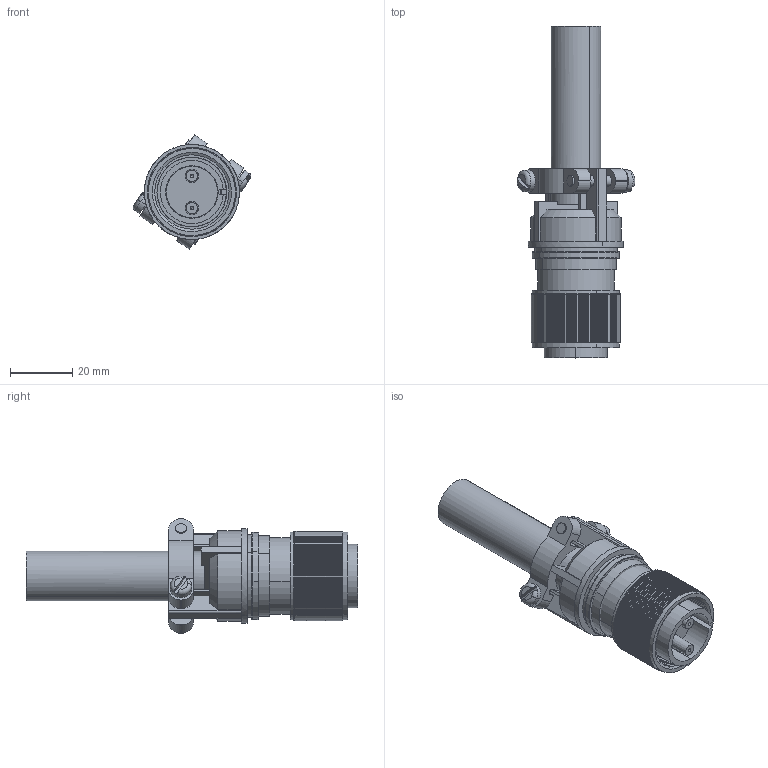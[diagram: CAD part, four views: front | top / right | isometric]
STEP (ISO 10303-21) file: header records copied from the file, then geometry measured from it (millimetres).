
FILE_DESCRIPTION (( 'STEP AP203' ), '1' );
FILE_NAME ('A4213-1-CN.STEP', '2013-11-19T14:17:18', ( '' ), ( '' ), 'SwSTEP 2.0', 'SolidWorks 2012', '' );
FILE_SCHEMA (( 'CONFIG_CONTROL_DESIGN' ));
Length unit declared in the file: inch
Products named in the file (6): A4213-1-CN; MID RING 2; A4219; A4216_A4216-2; 97-3057-1008-1 (676); MS-3106A-16S
Assembly tree (6 placements, depth 2):
  A4213-1-CN
    MS-3106A-16S
    97-3057-1008-1 (676)
    A4216_A4216-2
    A4219  x2
    MID RING 2
Bounding box: 37.7 x 106.43 x 36.66 mm (x, y, z)
Volume: 30208.2 mm3; surface area: 29922.2 mm2
Topology: 5 solids, 82 shells, 797 faces, 1814 edges, 1048 vertices
Faces by surface type: cone 351, cylinder 287, plane 149, torus 10
Entity records: 21395 total; most frequent: DIRECTION 3934, CARTESIAN_POINT 3652, ORIENTED_EDGE 3296, EDGE_CURVE 1678, AXIS2_PLACEMENT_3D 1552, VERTEX_POINT 968, LINE 830, VECTOR 830
